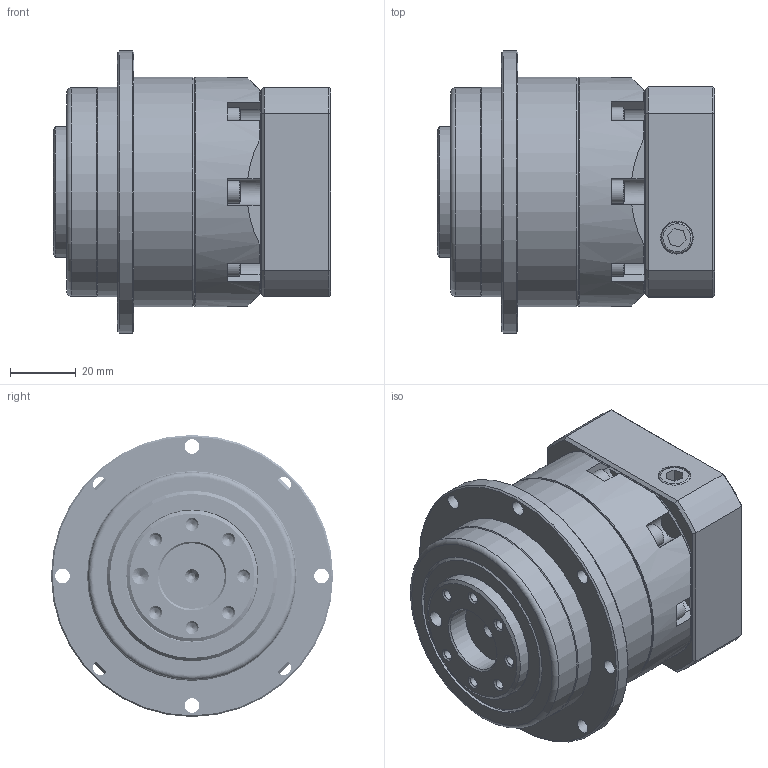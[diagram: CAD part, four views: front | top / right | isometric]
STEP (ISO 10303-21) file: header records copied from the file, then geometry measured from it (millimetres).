
FILE_DESCRIPTION((''),'2;1');
FILE_NAME('KSD-64-1.stp','2013-07-03T16:08:10',('young'),(''),'Autodesk Inventor 2012','Autodesk Inventor 2012','');
FILE_SCHEMA(('AUTOMOTIVE_DESIGN { 1 0 10303 214 1 1 1 1 }'));
Length unit declared in the file: millimetre
Products named in the file (1): KSD-64-1
Bounding box: 84.5 x 86 x 86 mm (x, y, z)
Volume: 180253.8 mm3; surface area: 85406 mm2
Topology: 23 solids, 23 shells, 860 faces, 2511 edges, 1736 vertices
Faces by surface type: plane 337, cylinder 318, cone 156, bspline 29, torus 20
Full cylindrical faces by diameter (mm): 2 x1, 3 x7, 3.3 x8, 4 x186, 4.2 x9, 4.5 x16, 5 x5, 5.5 x5, 7 x9, 8.5 x4, 9 x4, 9.5 x2, 10 x1, 14 x1, 16.2 x1, 19.3 x1, 19.8 x1, 20 x2, 22 x1, 33 x1, 35 x3, 40 x2, 40.01 x1, 42 x1, 45 x1, 49.5 x1, 50 x4, 51.98 x1, 52 x3, 52.95 x1
Entity records: 57562 total; most frequent: CARTESIAN_POINT 40423, ORIENTED_EDGE 3982, DIRECTION 2983, EDGE_CURVE 1991, VERTEX_POINT 1656, AXIS2_PLACEMENT_3D 1221, EDGE_LOOP 1025, FACE_OUTER_BOUND 674
